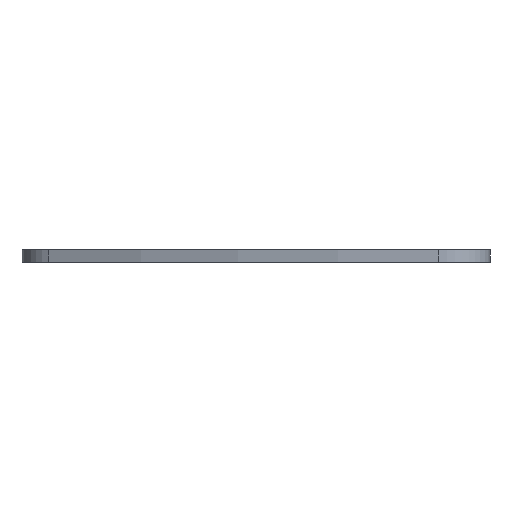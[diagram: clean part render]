
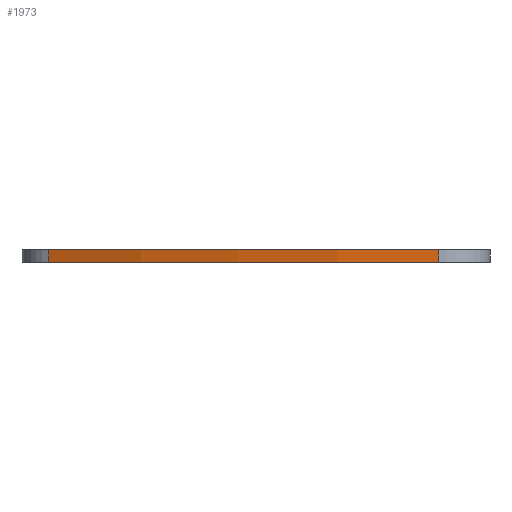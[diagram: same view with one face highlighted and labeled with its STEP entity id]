
A CAD part, left-side view. The second image highlights one B-rep face of the part: STEP entity #1973.
In plain terms, the highlighted cylindrical face has radius 80 mm (diameter 160 mm), a partial arc.
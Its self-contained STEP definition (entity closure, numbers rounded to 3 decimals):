
#137=CIRCLE('',#2202,80.);
#138=CIRCLE('',#2203,80.);
#218=CYLINDRICAL_SURFACE('',#2201,80.);
#313=FACE_OUTER_BOUND('',#415,.T.);
#415=EDGE_LOOP('',(#1593,#1594,#1595,#1596));
#571=LINE('',#3393,#731);
#572=LINE('',#3399,#732);
#731=VECTOR('',#2779,10.);
#732=VECTOR('',#2786,10.);
#925=VERTEX_POINT('',#3390);
#926=VERTEX_POINT('',#3392);
#927=VERTEX_POINT('',#3396);
#928=VERTEX_POINT('',#3398);
#1208=EDGE_CURVE('',#926,#925,#571,.T.);
#1210=EDGE_CURVE('',#925,#927,#137,.T.);
#1211=EDGE_CURVE('',#928,#927,#572,.T.);
#1212=EDGE_CURVE('',#928,#926,#138,.T.);
#1593=ORIENTED_EDGE('',*,*,#1210,.T.);
#1594=ORIENTED_EDGE('',*,*,#1211,.F.);
#1595=ORIENTED_EDGE('',*,*,#1212,.T.);
#1596=ORIENTED_EDGE('',*,*,#1208,.T.);
#1973=ADVANCED_FACE('',(#313),#218,.T.);
#2201=AXIS2_PLACEMENT_3D('',#3395,#2782,#2783);
#2202=AXIS2_PLACEMENT_3D('',#3397,#2784,#2785);
#2203=AXIS2_PLACEMENT_3D('',#3400,#2787,#2788);
#2779=DIRECTION('',(0.,0.,1.));
#2782=DIRECTION('center_axis',(0.,0.,1.));
#2783=DIRECTION('ref_axis',(-0.891,0.454,0.));
#2784=DIRECTION('center_axis',(0.,0.,-1.));
#2785=DIRECTION('ref_axis',(-0.891,0.454,0.));
#2786=DIRECTION('',(0.,0.,1.));
#2787=DIRECTION('center_axis',(0.,0.,1.));
#2788=DIRECTION('ref_axis',(-0.891,0.454,0.));
#3390=CARTESIAN_POINT('',(0.111,4.214,1.));
#3392=CARTESIAN_POINT('',(0.111,4.214,0.));
#3393=CARTESIAN_POINT('',(0.111,4.214,0.));
#3395=CARTESIAN_POINT('Origin',(80.,0.,0.));
#3396=CARTESIAN_POINT('',(8.707,36.296,1.));
#3397=CARTESIAN_POINT('Origin',(80.,0.,1.));
#3398=CARTESIAN_POINT('',(8.707,36.296,0.));
#3399=CARTESIAN_POINT('',(8.707,36.296,0.));
#3400=CARTESIAN_POINT('Origin',(80.,0.,0.));
